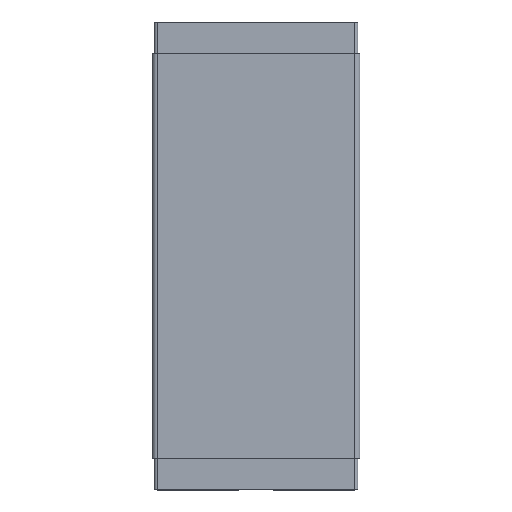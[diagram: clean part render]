
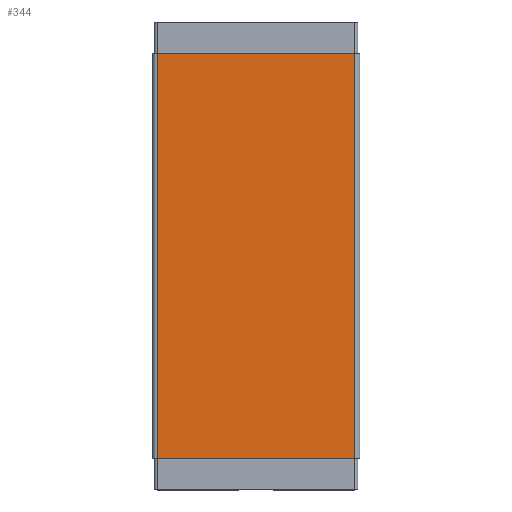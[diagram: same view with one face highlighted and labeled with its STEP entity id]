
A CAD part, top view. The second image highlights one B-rep face of the part: STEP entity #344.
In plain terms, the highlighted planar face has unit normal (0, 0, 1).
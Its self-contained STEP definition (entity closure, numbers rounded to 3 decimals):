
#344 = ADVANCED_FACE( '', ( #644 ), #645, .T. );
#644 = FACE_OUTER_BOUND( '', #924, .T. );
#645 = PLANE( '', #925 );
#924 = EDGE_LOOP( '', ( #1686, #1687, #1688, #1689 ) );
#925 = AXIS2_PLACEMENT_3D( '', #1690, #1691, #1692 );
#1686 = ORIENTED_EDGE( '', *, *, #2010, .F. );
#1687 = ORIENTED_EDGE( '', *, *, #2104, .F. );
#1688 = ORIENTED_EDGE( '', *, *, #1886, .T. );
#1689 = ORIENTED_EDGE( '', *, *, #1962, .T. );
#1690 = CARTESIAN_POINT( '', ( -9.5, -19.5, 1. ) );
#1691 = DIRECTION( '', ( 0., 0., 1. ) );
#1692 = DIRECTION( '', ( 1., 0., 0. ) );
#1886 = EDGE_CURVE( '', #2284, #2282, #2285, .T. );
#1962 = EDGE_CURVE( '', #2282, #2403, #2405, .T. );
#2010 = EDGE_CURVE( '', #2469, #2403, #2471, .T. );
#2104 = EDGE_CURVE( '', #2284, #2469, #2592, .T. );
#2282 = VERTEX_POINT( '', #2824 );
#2284 = VERTEX_POINT( '', #2826 );
#2285 = LINE( '', #2827, #2828 );
#2403 = VERTEX_POINT( '', #2990 );
#2405 = LINE( '', #2992, #2993 );
#2469 = VERTEX_POINT( '', #3080 );
#2471 = LINE( '', #3082, #3083 );
#2592 = LINE( '', #3247, #3248 );
#2824 = CARTESIAN_POINT( '', ( 9.5, -19.5, 1. ) );
#2826 = CARTESIAN_POINT( '', ( -9.5, -19.5, 1. ) );
#2827 = CARTESIAN_POINT( '', ( -9.5, -19.5, 1. ) );
#2828 = VECTOR( '', #3390, 1000. );
#2990 = CARTESIAN_POINT( '', ( 9.5, 19.5, 1. ) );
#2992 = CARTESIAN_POINT( '', ( 9.5, -19.5, 1. ) );
#2993 = VECTOR( '', #3486, 1000. );
#3080 = CARTESIAN_POINT( '', ( -9.5, 19.5, 1. ) );
#3082 = CARTESIAN_POINT( '', ( -9.5, 19.5, 1. ) );
#3083 = VECTOR( '', #3537, 1000. );
#3247 = CARTESIAN_POINT( '', ( -9.5, -19.5, 1. ) );
#3248 = VECTOR( '', #3641, 1000. );
#3390 = DIRECTION( '', ( 1., 0., 0. ) );
#3486 = DIRECTION( '', ( 0., 1., 0. ) );
#3537 = DIRECTION( '', ( 1., 0., 0. ) );
#3641 = DIRECTION( '', ( 0., 1., 0. ) );
